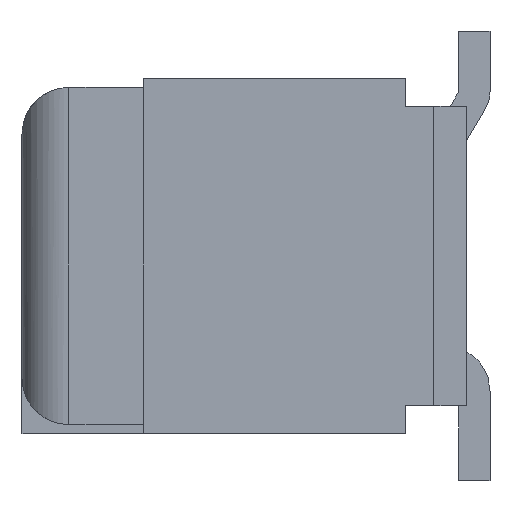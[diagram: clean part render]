
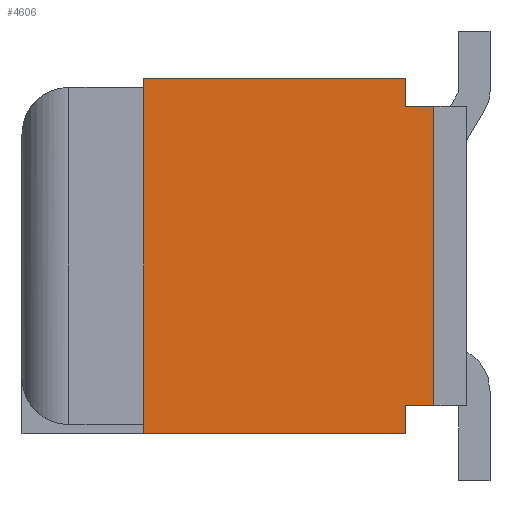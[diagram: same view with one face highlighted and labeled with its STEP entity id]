
A CAD part, left-side view. The second image highlights one B-rep face of the part: STEP entity #4606.
In plain terms, the highlighted planar face has unit normal (-1, 0, 0).
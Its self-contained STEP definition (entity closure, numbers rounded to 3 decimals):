
#1772=VERTEX_POINT('',#5106);
#2026=EDGE_CURVE('',#1772,#2476,#5378,.T.);
#2160=VERTEX_POINT('',#5524);
#2380=EDGE_CURVE('',#2160,#1772,#5762,.T.);
#2476=VERTEX_POINT('',#5874);
#2544=VERTEX_POINT('',#5947);
#2592=EDGE_CURVE('',#3856,#4924,#6000,.T.);
#2598=EDGE_CURVE('',#2880,#4682,#6007,.T.);
#2708=VERTEX_POINT('',#6125);
#2880=VERTEX_POINT('',#6313);
#2984=VERTEX_POINT('',#6426);
#3168=EDGE_CURVE('',#2984,#4682,#6625,.T.);
#3774=EDGE_CURVE('',#2544,#2880,#7296,.T.);
#3856=VERTEX_POINT('',#7384);
#3864=EDGE_CURVE('',#2984,#2708,#7392,.T.);
#4226=EDGE_CURVE('',#2476,#2544,#7779,.T.);
#4396=EDGE_CURVE('',#2160,#4924,#7965,.T.);
#4400=EDGE_CURVE('',#2708,#3856,#7969,.T.);
#4606=ADVANCED_FACE('',(#8192),#8193,.F.);
#4682=VERTEX_POINT('',#8274);
#4924=VERTEX_POINT('',#8534);
#5106=CARTESIAN_POINT('',(-5.5,0.9,-1.6));
#5378=LINE('',#9164,#9165);
#5524=CARTESIAN_POINT('',(-5.5,0.9,-1.9));
#5762=LINE('',#9726,#9727);
#5874=CARTESIAN_POINT('',(-5.5,0.6,-1.6));
#5947=CARTESIAN_POINT('',(-5.5,0.6,1.6));
#6000=LINE('',#10056,#10057);
#6007=LINE('',#10067,#10068);
#6125=CARTESIAN_POINT('',(-5.5,3.7,1.8));
#6313=CARTESIAN_POINT('',(-5.5,0.9,1.6));
#6426=CARTESIAN_POINT('',(-5.5,3.7,1.9));
#6625=LINE('',#10988,#10989);
#7296=LINE('',#11925,#11926);
#7384=CARTESIAN_POINT('',(-5.5,3.7,-1.8));
#7392=LINE('',#12067,#12068);
#7779=LINE('',#12629,#12630);
#7965=LINE('',#12912,#12913);
#7969=LINE('',#12920,#12921);
#8192=FACE_OUTER_BOUND('',#13254,.T.);
#8193=PLANE('',#13255);
#8274=CARTESIAN_POINT('',(-5.5,0.9,1.9));
#8534=CARTESIAN_POINT('',(-5.5,3.7,-1.9));
#9164=CARTESIAN_POINT('',(-5.5,1.213,-1.6));
#9165=VECTOR('',#14191,1.0);
#9726=CARTESIAN_POINT('',(-5.5,0.9,-0.875));
#9727=VECTOR('',#14539,1.0);
#10056=CARTESIAN_POINT('',(-5.5,3.7,0.0));
#10057=VECTOR('',#14787,1.0);
#10067=CARTESIAN_POINT('',(-5.5,0.9,0.875));
#10068=VECTOR('',#14797,1.0);
#10988=CARTESIAN_POINT('',(-5.5,1.975,1.9));
#10989=VECTOR('',#15416,1.0);
#11925=CARTESIAN_POINT('',(-5.5,1.213,1.6));
#11926=VECTOR('',#16160,1.0);
#12067=CARTESIAN_POINT('',(-5.5,3.7,0.0));
#12068=VECTOR('',#16235,1.0);
#12629=CARTESIAN_POINT('',(-5.5,0.6,0.0));
#12630=VECTOR('',#16585,1.0);
#12912=CARTESIAN_POINT('',(-5.5,1.975,-1.9));
#12913=VECTOR('',#16773,1.0);
#12920=CARTESIAN_POINT('',(-5.5,3.7,0.0));
#12921=VECTOR('',#16775,1.0);
#13254=EDGE_LOOP('',(#17020,#17021,#17022,#17023,#17024,#17025,#17026,#17027,#17028,#17029));
#13255=AXIS2_PLACEMENT_3D('',#17030,#17031,#17032);
#14191=DIRECTION('',(0.0,-1.0,0.0));
#14539=DIRECTION('',(-0.0,0.0,1.0));
#14787=DIRECTION('',(0.0,0.0,-1.0));
#14797=DIRECTION('',(-0.0,0.0,1.0));
#15416=DIRECTION('',(0.0,-1.0,0.0));
#16160=DIRECTION('',(0.0,1.0,0.0));
#16235=DIRECTION('',(0.0,0.0,-1.0));
#16585=DIRECTION('',(-0.0,0.0,1.0));
#16773=DIRECTION('',(0.0,1.0,0.0));
#16775=DIRECTION('',(0.0,0.0,-1.0));
#17020=ORIENTED_EDGE('',*,*,#2026,.T.);
#17021=ORIENTED_EDGE('',*,*,#4226,.T.);
#17022=ORIENTED_EDGE('',*,*,#3774,.T.);
#17023=ORIENTED_EDGE('',*,*,#2598,.T.);
#17024=ORIENTED_EDGE('',*,*,#3168,.F.);
#17025=ORIENTED_EDGE('',*,*,#3864,.T.);
#17026=ORIENTED_EDGE('',*,*,#4400,.T.);
#17027=ORIENTED_EDGE('',*,*,#2592,.T.);
#17028=ORIENTED_EDGE('',*,*,#4396,.F.);
#17029=ORIENTED_EDGE('',*,*,#2380,.T.);
#17030=CARTESIAN_POINT('',(-5.5,1.975,0.0));
#17031=DIRECTION('',(1.0,0.0,0.0));
#17032=DIRECTION('',(0.0,0.0,-1.0));
